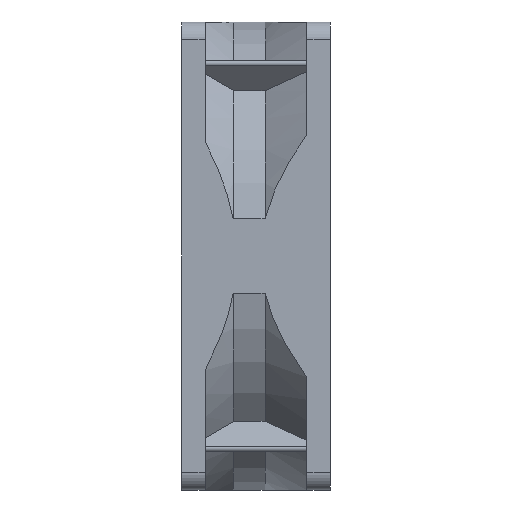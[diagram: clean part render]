
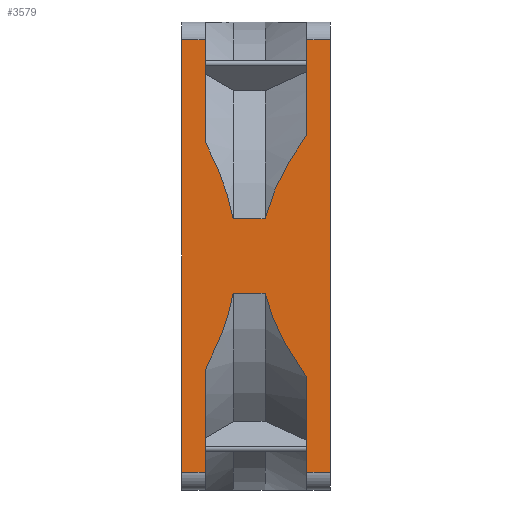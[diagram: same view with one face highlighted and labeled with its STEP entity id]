
A CAD part, left-side view. The second image highlights one B-rep face of the part: STEP entity #3579.
In plain terms, the highlighted planar face has unit normal (-1, 0, 0).
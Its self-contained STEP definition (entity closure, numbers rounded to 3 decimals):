
#203=DIRECTION('',(0.,0.,1.));
#204=VECTOR('',#203,74.);
#205=CARTESIAN_POINT('',(-40.,-12.28,-37.));
#206=LINE('',#205,#204);
#719=DIRECTION('',(0.,0.,-1.));
#720=VECTOR('',#719,74.);
#721=CARTESIAN_POINT('',(-40.,13.12,37.));
#722=LINE('',#721,#720);
#1011=DIRECTION('',(0.,1.,0.));
#1012=VECTOR('',#1011,4.);
#1013=CARTESIAN_POINT('',(-40.,-12.28,37.));
#1014=LINE('',#1013,#1012);
#1015=DIRECTION('',(0.,0.,1.));
#1016=VECTOR('',#1015,16.26);
#1017=CARTESIAN_POINT('',(-40.,-8.28,-37.));
#1018=LINE('',#1017,#1016);
#1019=CARTESIAN_POINT('',(-40.,-8.28,-20.74));
#1020=CARTESIAN_POINT('',(-40.,-7.442,-19.578));
#1021=CARTESIAN_POINT('',(-40.,-5.881,-17.246));
#1022=CARTESIAN_POINT('',(-40.,-4.062,-14.092));
#1023=CARTESIAN_POINT('',(-40.,-2.254,-10.167));
#1024=CARTESIAN_POINT('',(-40.,-1.456,-7.639));
#1025=CARTESIAN_POINT('',(-40.,-1.138,-6.344));
#1027=CARTESIAN_POINT('',(-40.,-1.138,6.344));
#1028=CARTESIAN_POINT('',(-40.,-1.454,7.633));
#1029=CARTESIAN_POINT('',(-40.,-2.249,10.152));
#1030=CARTESIAN_POINT('',(-40.,-4.054,14.077));
#1031=CARTESIAN_POINT('',(-40.,-5.873,17.232));
#1032=CARTESIAN_POINT('',(-40.,-7.438,19.573));
#1033=CARTESIAN_POINT('',(-40.,-8.28,20.74));
#1035=DIRECTION('',(0.,0.,1.));
#1036=VECTOR('',#1035,16.26);
#1037=CARTESIAN_POINT('',(-40.,-8.28,20.74));
#1038=LINE('',#1037,#1036);
#1039=DIRECTION('',(0.,-1.,0.));
#1040=VECTOR('',#1039,4.);
#1041=CARTESIAN_POINT('',(-40.,-8.28,-37.));
#1042=LINE('',#1041,#1040);
#1116=DIRECTION('',(0.,0.,1.));
#1117=VECTOR('',#1116,17.455);
#1118=CARTESIAN_POINT('',(-40.,9.12,-37.));
#1119=LINE('',#1118,#1117);
#1179=DIRECTION('',(0.,-1.,0.));
#1180=VECTOR('',#1179,4.);
#1181=CARTESIAN_POINT('',(-40.,13.12,-37.));
#1182=LINE('',#1181,#1180);
#1194=CARTESIAN_POINT('',(-40.,9.12,-19.545));
#1195=CARTESIAN_POINT('',(-40.,8.286,-17.953));
#1196=CARTESIAN_POINT('',(-40.,6.826,-14.849));
#1197=CARTESIAN_POINT('',(-40.,5.262,-10.508));
#1198=CARTESIAN_POINT('',(-40.,4.576,-7.709));
#1199=CARTESIAN_POINT('',(-40.,4.32,-6.344));
#1210=DIRECTION('',(0.,-1.,0.));
#1211=VECTOR('',#1210,5.458);
#1212=CARTESIAN_POINT('',(-40.,4.32,-6.344));
#1213=LINE('',#1212,#1211);
#1246=DIRECTION('',(0.,1.,0.));
#1247=VECTOR('',#1246,4.);
#1248=CARTESIAN_POINT('',(-40.,9.12,37.));
#1249=LINE('',#1248,#1247);
#1268=DIRECTION('',(0.,0.,1.));
#1269=VECTOR('',#1268,17.455);
#1270=CARTESIAN_POINT('',(-40.,9.12,19.545));
#1271=LINE('',#1270,#1269);
#1397=DIRECTION('',(0.,1.,0.));
#1398=VECTOR('',#1397,5.458);
#1399=CARTESIAN_POINT('',(-40.,-1.138,6.344));
#1400=LINE('',#1399,#1398);
#1413=CARTESIAN_POINT('',(-40.,4.32,6.344));
#1414=CARTESIAN_POINT('',(-40.,4.507,7.341));
#1415=CARTESIAN_POINT('',(-40.,4.969,9.385));
#1416=CARTESIAN_POINT('',(-40.,6.087,12.866));
#1417=CARTESIAN_POINT('',(-40.,7.331,15.929));
#1418=CARTESIAN_POINT('',(-40.,8.478,18.319));
#1419=CARTESIAN_POINT('',(-40.,9.12,19.545));
#2064=CARTESIAN_POINT('',(-40.,-12.28,-37.));
#2065=VERTEX_POINT('',#2064);
#2066=CARTESIAN_POINT('',(-40.,-12.28,37.));
#2067=VERTEX_POINT('',#2066);
#2194=CARTESIAN_POINT('',(-40.,-8.28,-20.74));
#2195=VERTEX_POINT('',#2194);
#2196=CARTESIAN_POINT('',(-40.,-8.28,-37.));
#2197=VERTEX_POINT('',#2196);
#2216=CARTESIAN_POINT('',(-40.,-8.28,37.));
#2217=VERTEX_POINT('',#2216);
#2218=CARTESIAN_POINT('',(-40.,-8.28,20.74));
#2219=VERTEX_POINT('',#2218);
#2264=CARTESIAN_POINT('',(-40.,9.12,-37.));
#2265=VERTEX_POINT('',#2264);
#2266=CARTESIAN_POINT('',(-40.,9.12,-19.545));
#2267=VERTEX_POINT('',#2266);
#2278=CARTESIAN_POINT('',(-40.,9.12,19.545));
#2279=VERTEX_POINT('',#2278);
#2280=CARTESIAN_POINT('',(-40.,9.12,37.));
#2281=VERTEX_POINT('',#2280);
#2352=CARTESIAN_POINT('',(-40.,13.12,37.));
#2353=VERTEX_POINT('',#2352);
#2354=CARTESIAN_POINT('',(-40.,13.12,-37.));
#2355=VERTEX_POINT('',#2354);
#2412=VERTEX_POINT('',#1199);
#2420=CARTESIAN_POINT('',(-40.,-1.138,-6.344));
#2421=VERTEX_POINT('',#2420);
#2422=VERTEX_POINT('',#1413);
#2423=CARTESIAN_POINT('',(-40.,-1.138,6.344));
#2424=VERTEX_POINT('',#2423);
#3543=CARTESIAN_POINT('',(-40.,15.66,40.));
#3544=DIRECTION('',(1.,0.,0.));
#3545=DIRECTION('',(0.,0.,-1.));
#3546=AXIS2_PLACEMENT_3D('',#3543,#3544,#3545);
#3547=PLANE('',#3546);
#3548=ORIENTED_EDGE('',*,*,#3536,.F.);
#3549=ORIENTED_EDGE('',*,*,#2741,.F.);
#3551=ORIENTED_EDGE('',*,*,#3550,.F.);
#3553=ORIENTED_EDGE('',*,*,#3552,.T.);
#3555=ORIENTED_EDGE('',*,*,#3554,.T.);
#3557=ORIENTED_EDGE('',*,*,#3556,.F.);
#3559=ORIENTED_EDGE('',*,*,#3558,.F.);
#3561=ORIENTED_EDGE('',*,*,#3560,.F.);
#3563=ORIENTED_EDGE('',*,*,#3562,.F.);
#3564=ORIENTED_EDGE('',*,*,#3198,.F.);
#3566=ORIENTED_EDGE('',*,*,#3565,.F.);
#3568=ORIENTED_EDGE('',*,*,#3567,.F.);
#3570=ORIENTED_EDGE('',*,*,#3569,.F.);
#3572=ORIENTED_EDGE('',*,*,#3571,.F.);
#3574=ORIENTED_EDGE('',*,*,#3573,.T.);
#3576=ORIENTED_EDGE('',*,*,#3575,.T.);
#3577=EDGE_LOOP('',(#3548,#3549,#3551,#3553,#3555,#3557,#3559,#3561,#3563,#3564,
#3566,#3568,#3570,#3572,#3574,#3576));
#3578=FACE_OUTER_BOUND('',#3577,.F.);
#3579=ADVANCED_FACE('',(#3578),#3547,.F.);
#1026=B_SPLINE_CURVE_WITH_KNOTS('',3,(#1019,#1020,#1021,#1022,#1023,#1024,
#1025),.UNSPECIFIED.,.F.,.F.,(4,1,1,1,4),(0.,0.25,0.5,0.75,1.),
.UNSPECIFIED.);
#1034=B_SPLINE_CURVE_WITH_KNOTS('',3,(#1027,#1028,#1029,#1030,#1031,#1032,
#1033),.UNSPECIFIED.,.F.,.F.,(4,1,1,1,4),(0.,0.25,0.5,0.75,1.),
.UNSPECIFIED.);
#1200=B_SPLINE_CURVE_WITH_KNOTS('',3,(#1194,#1195,#1196,#1197,#1198,#1199),
.UNSPECIFIED.,.F.,.F.,(4,1,1,4),(0.,0.333,0.667,1.),
.UNSPECIFIED.);
#1420=B_SPLINE_CURVE_WITH_KNOTS('',3,(#1413,#1414,#1415,#1416,#1417,#1418,
#1419),.UNSPECIFIED.,.F.,.F.,(4,1,1,1,4),(0.,0.25,0.5,0.75,1.),
.UNSPECIFIED.);
#2741=EDGE_CURVE('',#2065,#2067,#206,.T.);
#3198=EDGE_CURVE('',#2353,#2355,#722,.T.);
#3536=EDGE_CURVE('',#2067,#2217,#1014,.T.);
#3550=EDGE_CURVE('',#2197,#2065,#1042,.T.);
#3552=EDGE_CURVE('',#2197,#2195,#1018,.T.);
#3554=EDGE_CURVE('',#2195,#2421,#1026,.T.);
#3556=EDGE_CURVE('',#2412,#2421,#1213,.T.);
#3558=EDGE_CURVE('',#2267,#2412,#1200,.T.);
#3560=EDGE_CURVE('',#2265,#2267,#1119,.T.);
#3562=EDGE_CURVE('',#2355,#2265,#1182,.T.);
#3565=EDGE_CURVE('',#2281,#2353,#1249,.T.);
#3567=EDGE_CURVE('',#2279,#2281,#1271,.T.);
#3569=EDGE_CURVE('',#2422,#2279,#1420,.T.);
#3571=EDGE_CURVE('',#2424,#2422,#1400,.T.);
#3573=EDGE_CURVE('',#2424,#2219,#1034,.T.);
#3575=EDGE_CURVE('',#2219,#2217,#1038,.T.);
